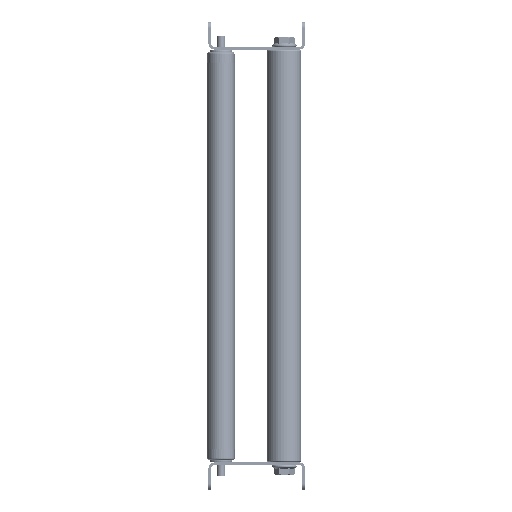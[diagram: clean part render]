
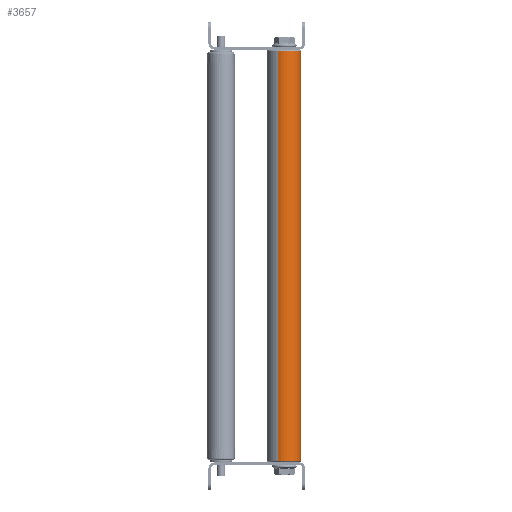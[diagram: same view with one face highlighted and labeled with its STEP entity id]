
A CAD part, left-side view. The second image highlights one B-rep face of the part: STEP entity #3657.
In plain terms, the highlighted cylindrical face has radius 12.5 mm (diameter 25 mm), a partial arc.
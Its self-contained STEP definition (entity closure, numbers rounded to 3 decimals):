
#364 = EDGE_CURVE ( 'NONE', #11228, #2311, #905, .T. ) ;
#905 = CIRCLE ( 'NONE', #11346, 12.5 ) ;
#1086 = VECTOR ( 'NONE', #5863, 1000. ) ;
#1735 = LINE ( 'NONE', #18976, #12407 ) ;
#2173 = CARTESIAN_POINT ( 'NONE',  ( 299., 0., 12.5 ) ) ;
#2238 = EDGE_CURVE ( 'NONE', #11572, #11228, #1735, .T. ) ;
#2311 = VERTEX_POINT ( 'NONE', #18165 ) ;
#3026 = CIRCLE ( 'NONE', #5005, 12.5 ) ;
#3136 = CARTESIAN_POINT ( 'NONE',  ( 300., 0., 0. ) ) ;
#3242 = CYLINDRICAL_SURFACE ( 'NONE', #5046, 12.5 ) ;
#3657 = ADVANCED_FACE ( 'NONE', ( #10876 ), #3242, .T. ) ;
#3736 = ORIENTED_EDGE ( 'NONE', *, *, #11196, .T. ) ;
#4429 = CARTESIAN_POINT ( 'NONE',  ( 300., 0., 12.5 ) ) ;
#5005 = AXIS2_PLACEMENT_3D ( 'NONE', #11307, #7026, #9780 ) ;
#5046 = AXIS2_PLACEMENT_3D ( 'NONE', #3136, #9358, #14050 ) ;
#5472 = DIRECTION ( 'NONE',  ( 1., 0., 0. ) ) ;
#5863 = DIRECTION ( 'NONE',  ( -1., 0., 0. ) ) ;
#7026 = DIRECTION ( 'NONE',  ( -1., 0., 0. ) ) ;
#9358 = DIRECTION ( 'NONE',  ( -1., 0., 0. ) ) ;
#9780 = DIRECTION ( 'NONE',  ( 0., 0., -1. ) ) ;
#10876 = FACE_OUTER_BOUND ( 'NONE', #15808, .T. ) ;
#11196 = EDGE_CURVE ( 'NONE', #13073, #11572, #3026, .T. ) ;
#11228 = VERTEX_POINT ( 'NONE', #17646 ) ;
#11307 = CARTESIAN_POINT ( 'NONE',  ( 299., 0., 0. ) ) ;
#11346 = AXIS2_PLACEMENT_3D ( 'NONE', #11787, #5472, #15047 ) ;
#11572 = VERTEX_POINT ( 'NONE', #14743 ) ;
#11787 = CARTESIAN_POINT ( 'NONE',  ( 1., 0., 0. ) ) ;
#12210 = ORIENTED_EDGE ( 'NONE', *, *, #17074, .F. ) ;
#12407 = VECTOR ( 'NONE', #17264, 1000. ) ;
#13073 = VERTEX_POINT ( 'NONE', #2173 ) ;
#14050 = DIRECTION ( 'NONE',  ( 0., 0., 1. ) ) ;
#14608 = ORIENTED_EDGE ( 'NONE', *, *, #2238, .T. ) ;
#14743 = CARTESIAN_POINT ( 'NONE',  ( 299., 0., -12.5 ) ) ;
#15047 = DIRECTION ( 'NONE',  ( 0., 0., -1. ) ) ;
#15808 = EDGE_LOOP ( 'NONE', ( #3736, #14608, #15880, #12210 ) ) ;
#15880 = ORIENTED_EDGE ( 'NONE', *, *, #364, .T. ) ;
#17074 = EDGE_CURVE ( 'NONE', #13073, #2311, #18296, .T. ) ;
#17264 = DIRECTION ( 'NONE',  ( -1., 0., 0. ) ) ;
#17646 = CARTESIAN_POINT ( 'NONE',  ( 1., 0., -12.5 ) ) ;
#18165 = CARTESIAN_POINT ( 'NONE',  ( 1., 0., 12.5 ) ) ;
#18296 = LINE ( 'NONE', #4429, #1086 ) ;
#18976 = CARTESIAN_POINT ( 'NONE',  ( 300., 0., -12.5 ) ) ;
